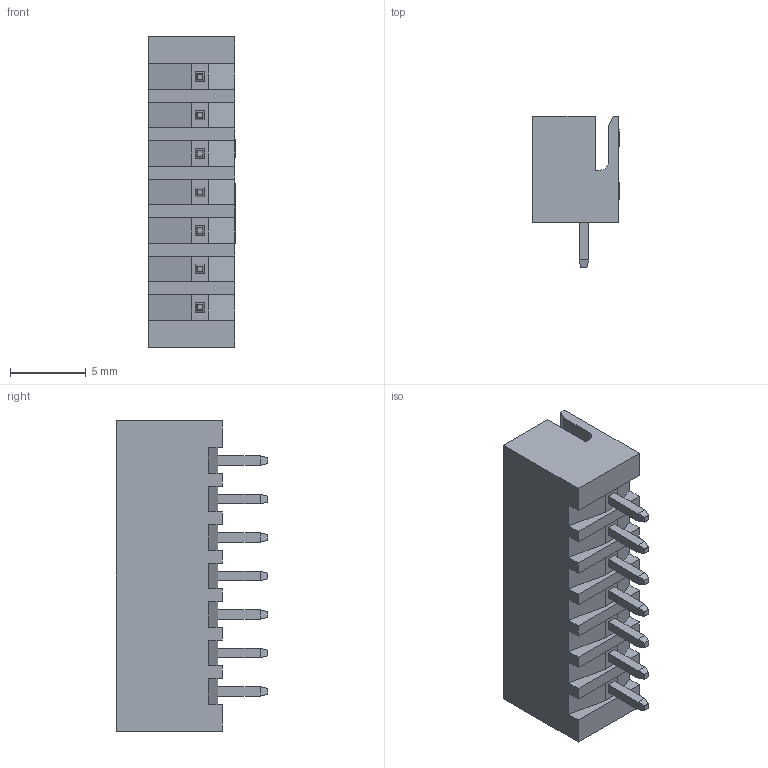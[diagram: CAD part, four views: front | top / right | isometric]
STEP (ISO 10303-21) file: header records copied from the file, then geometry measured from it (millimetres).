
FILE_DESCRIPTION(/* description */ (''),/* implementation_level */ '2;1');
FILE_NAME(/* name */ 'CONNECTOR WHITE JST XH 7 PIN - 2,54 mm.stp',/* time_stamp */ '2022-05-18T22:18:25+02:00',/* author */ ('JOSE LUIS'),/* organization */ (''),/* preprocessor_version */ 'ST-DEVELOPER v18',/* originating_system */ 'Autodesk Inventor 2020',/* authorisation */ '');
FILE_SCHEMA (('AUTOMOTIVE_DESIGN { 1 0 10303 214 3 1 1 }','TECHNICAL_DATA_PACKAGING'));
Length unit declared in the file: millimetre
Products named in the file (1): CONNECTOR WHITE JST XH 7 PIN - 2,54 mm
Bounding box: 5.73 x 10 x 20.5 mm (x, y, z)
Volume: 326.1 mm3; surface area: 995.4 mm2
Topology: 1 solids, 1 shells, 358 faces, 877 edges, 540 vertices
Faces by surface type: plane 245, cylinder 73, bspline 40
Entity records: 12016 total; most frequent: CARTESIAN_POINT 3419, ORIENTED_EDGE 1754, DIRECTION 1538, EDGE_CURVE 877, LINE 702, VECTOR 702, VERTEX_POINT 540, AXIS2_PLACEMENT_3D 418
